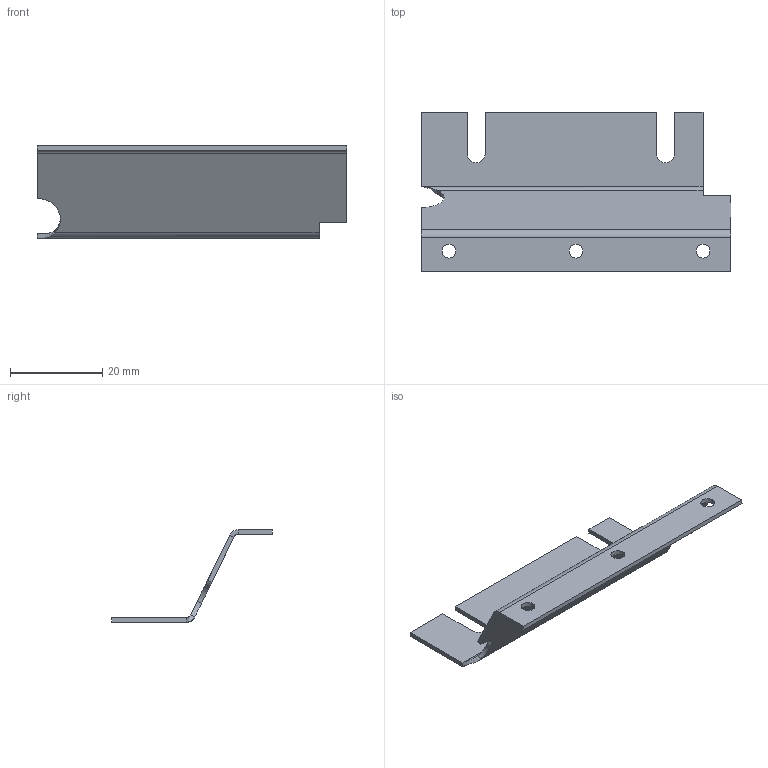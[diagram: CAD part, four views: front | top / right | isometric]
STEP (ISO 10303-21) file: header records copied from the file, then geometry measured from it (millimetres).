
FILE_DESCRIPTION (( 'STEP AP214' ), '1' );
FILE_NAME ('Operand Group - Digits Retaining Spring Base.STEP', '2025-07-06T08:35:33', ( '' ), ( '' ), 'SwSTEP 2.0', 'SolidWorks 2025', '' );
FILE_SCHEMA (( 'AUTOMOTIVE_DESIGN' ));
Length unit declared in the file: millimetre
Products named in the file (1): Operand Group - Digits Retaining Spring Base
Bounding box: 67 x 34.66 x 20 mm (x, y, z)
Volume: 2828.1 mm3; surface area: 5957.2 mm2
Topology: 1 solids, 1 shells, 40 faces, 98 edges, 60 vertices
Faces by surface type: plane 25, cylinder 14, bspline 1
Entity records: 1288 total; most frequent: CARTESIAN_POINT 292, DIRECTION 200, ORIENTED_EDGE 196, EDGE_CURVE 98, VECTOR 68, LINE 68, AXIS2_PLACEMENT_3D 66, VERTEX_POINT 60
